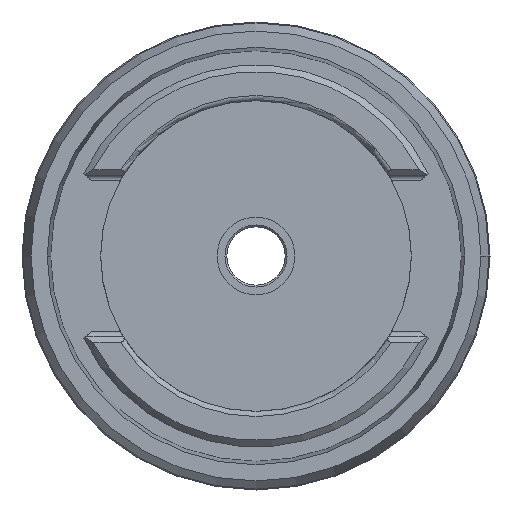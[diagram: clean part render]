
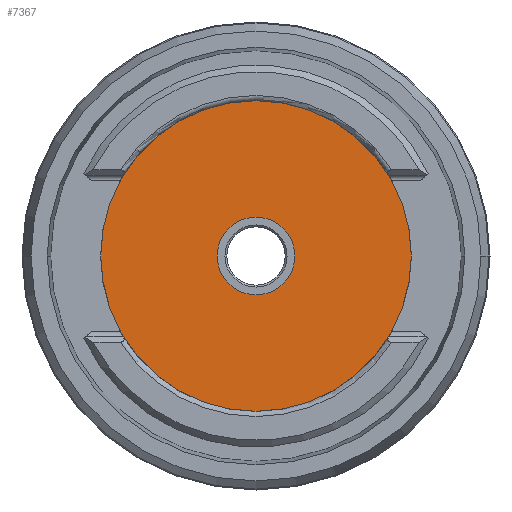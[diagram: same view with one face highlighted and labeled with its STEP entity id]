
A CAD part, front view. The second image highlights one B-rep face of the part: STEP entity #7367.
In plain terms, the highlighted planar face has unit normal (0, -1, 0).
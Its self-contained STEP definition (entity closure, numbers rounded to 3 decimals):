
#2393=CARTESIAN_POINT('',(0.,40.45,0.));
#2394=DIRECTION('',(0.,-1.,0.));
#2395=DIRECTION('',(1.,0.,0.));
#2396=AXIS2_PLACEMENT_3D('',#2393,#2394,#2395);
#2402=CARTESIAN_POINT('',(0.,40.45,0.));
#2403=DIRECTION('',(0.,1.,0.));
#2404=DIRECTION('',(1.,0.,0.));
#2405=AXIS2_PLACEMENT_3D('',#2402,#2403,#2404);
#2475=CARTESIAN_POINT('',(0.,40.45,0.));
#2476=DIRECTION('',(0.,1.,0.));
#2477=DIRECTION('',(1.,0.,0.));
#2478=AXIS2_PLACEMENT_3D('',#2475,#2476,#2477);
#2480=CARTESIAN_POINT('',(0.,40.45,0.));
#2481=DIRECTION('',(0.,-1.,0.));
#2482=DIRECTION('',(1.,0.,0.));
#2483=AXIS2_PLACEMENT_3D('',#2480,#2481,#2482);
#4591=CARTESIAN_POINT('',(6.,40.45,0.));
#4592=CARTESIAN_POINT('',(-6.,40.45,0.));
#4593=VERTEX_POINT('',#4591);
#4594=VERTEX_POINT('',#4592);
#4595=CARTESIAN_POINT('',(24.,40.45,0.));
#4596=CARTESIAN_POINT('',(-24.,40.45,0.));
#4597=VERTEX_POINT('',#4595);
#4598=VERTEX_POINT('',#4596);
#7352=CARTESIAN_POINT('',(0.,40.45,0.));
#7353=DIRECTION('',(0.,-1.,0.));
#7354=DIRECTION('',(-1.,0.,0.));
#7355=AXIS2_PLACEMENT_3D('',#7352,#7353,#7354);
#7356=PLANE('',#7355);
#7357=ORIENTED_EDGE('',*,*,#7317,.F.);
#7358=ORIENTED_EDGE('',*,*,#7328,.T.);
#7359=EDGE_LOOP('',(#7357,#7358));
#7360=FACE_OUTER_BOUND('',#7359,.F.);
#7362=ORIENTED_EDGE('',*,*,#7361,.F.);
#7364=ORIENTED_EDGE('',*,*,#7363,.T.);
#7365=EDGE_LOOP('',(#7362,#7364));
#7366=FACE_BOUND('',#7365,.F.);
#7367=ADVANCED_FACE('',(#7360,#7366),#7356,.T.);
#2397=CIRCLE('',#2396,24.);
#2406=CIRCLE('',#2405,24.);
#2479=CIRCLE('',#2478,6.);
#2484=CIRCLE('',#2483,6.);
#7317=EDGE_CURVE('',#4597,#4598,#2397,.T.);
#7328=EDGE_CURVE('',#4597,#4598,#2406,.T.);
#7361=EDGE_CURVE('',#4593,#4594,#2479,.T.);
#7363=EDGE_CURVE('',#4593,#4594,#2484,.T.);
